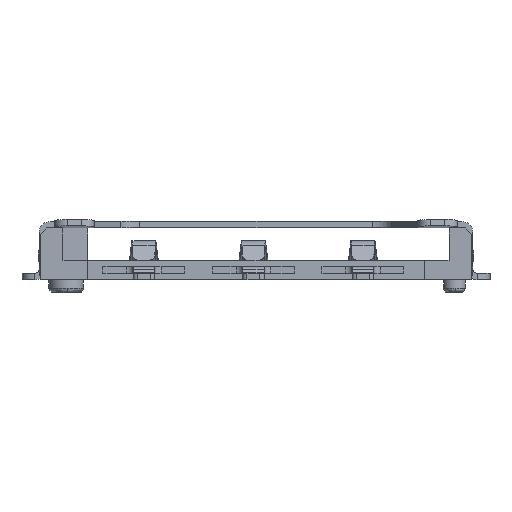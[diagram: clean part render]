
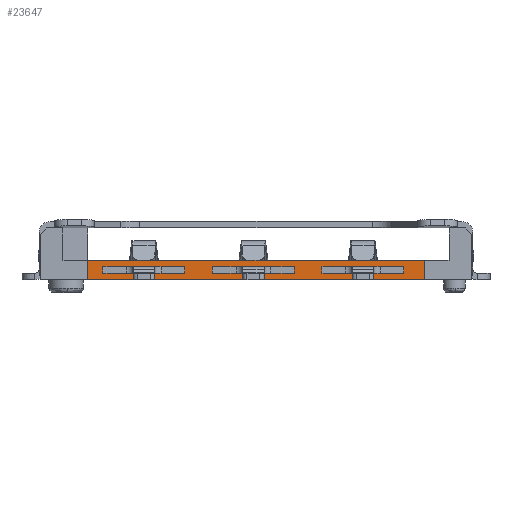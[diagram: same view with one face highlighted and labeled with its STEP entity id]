
A CAD part, front view. The second image highlights one B-rep face of the part: STEP entity #23647.
In plain terms, the highlighted planar face has unit normal (0, -1, 0).
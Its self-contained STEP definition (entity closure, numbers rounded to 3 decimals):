
#656 = DIRECTION ( 'NONE',  ( 0., 0., 1. ) ) ;
#784 = VERTEX_POINT ( 'NONE', #3319 ) ;
#1368 = LINE ( 'NONE', #5472, #24737 ) ;
#1863 = EDGE_CURVE ( 'NONE', #4146, #24593, #4632, .T. ) ;
#1942 = AXIS2_PLACEMENT_3D ( 'NONE', #22663, #12583, #18563 ) ;
#1993 = EDGE_LOOP ( 'NONE', ( #10788, #2534, #11056, #14886 ) ) ;
#2058 = DIRECTION ( 'NONE',  ( 0., 0., 1. ) ) ;
#2301 = CARTESIAN_POINT ( 'NONE',  ( 127., 24.13, -19.05 ) ) ;
#2534 = ORIENTED_EDGE ( 'NONE', *, *, #1863, .T. ) ;
#2544 = VECTOR ( 'NONE', #2058, 1000. ) ;
#3319 = CARTESIAN_POINT ( 'NONE',  ( 27.94, 24.13, -30.48 ) ) ;
#3420 = CARTESIAN_POINT ( 'NONE',  ( 226.06, 24.13, -30.48 ) ) ;
#4146 = VERTEX_POINT ( 'NONE', #3420 ) ;
#4248 = PLANE ( 'NONE',  #1942 ) ;
#4632 = LINE ( 'NONE', #12318, #15383 ) ;
#5472 = CARTESIAN_POINT ( 'NONE',  ( 127., 24.13, -30.48 ) ) ;
#6282 = LINE ( 'NONE', #2301, #9213 ) ;
#8379 = DIRECTION ( 'NONE',  ( 1., 0., 0. ) ) ;
#8859 = VERTEX_POINT ( 'NONE', #24318 ) ;
#9213 = VECTOR ( 'NONE', #8379, 1000. ) ;
#10788 = ORIENTED_EDGE ( 'NONE', *, *, #22053, .T. ) ;
#11056 = ORIENTED_EDGE ( 'NONE', *, *, #15956, .F. ) ;
#12318 = CARTESIAN_POINT ( 'NONE',  ( 226.06, 24.13, -24.765 ) ) ;
#12583 = DIRECTION ( 'NONE',  ( 0., 1., 0. ) ) ;
#14091 = CARTESIAN_POINT ( 'NONE',  ( 27.94, 24.13, -24.765 ) ) ;
#14764 = CARTESIAN_POINT ( 'NONE',  ( 226.06, 24.13, -19.05 ) ) ;
#14886 = ORIENTED_EDGE ( 'NONE', *, *, #19247, .F. ) ;
#15383 = VECTOR ( 'NONE', #656, 1000. ) ;
#15956 = EDGE_CURVE ( 'NONE', #8859, #24593, #6282, .T. ) ;
#16036 = FACE_OUTER_BOUND ( 'NONE', #1993, .T. ) ;
#17654 = DIRECTION ( 'NONE',  ( 1., 0., 0. ) ) ;
#17826 = LINE ( 'NONE', #14091, #2544 ) ;
#18563 = DIRECTION ( 'NONE',  ( -1., 0., 0. ) ) ;
#19247 = EDGE_CURVE ( 'NONE', #784, #8859, #17826, .T. ) ;
#22053 = EDGE_CURVE ( 'NONE', #784, #4146, #1368, .T. ) ;
#22663 = CARTESIAN_POINT ( 'NONE',  ( 230.022, 24.13, -30.967 ) ) ;
#23647 = ADVANCED_FACE ( 'NONE', ( #16036 ), #4248, .F. ) ;
#24318 = CARTESIAN_POINT ( 'NONE',  ( 27.94, 24.13, -19.05 ) ) ;
#24593 = VERTEX_POINT ( 'NONE', #14764 ) ;
#24737 = VECTOR ( 'NONE', #17654, 1000. ) ;
